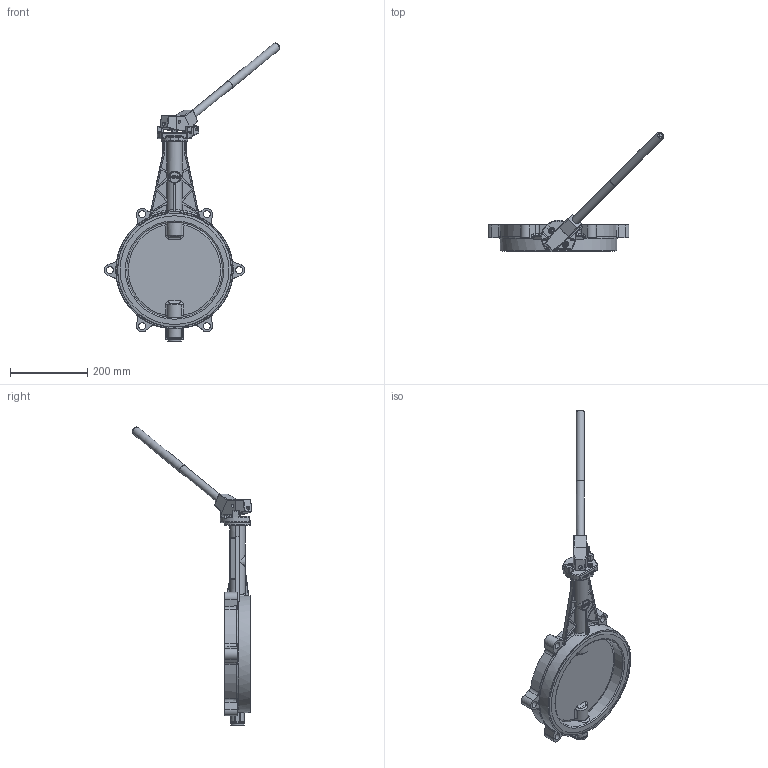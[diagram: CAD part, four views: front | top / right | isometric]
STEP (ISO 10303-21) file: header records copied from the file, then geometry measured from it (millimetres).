
FILE_DESCRIPTION((''),'2;1');
FILE_NAME('BE-250-003.stp','2009-08-12T13:48:18',('Hellwig'),(''),'Autodesk Inventor 2008','Autodesk Inventor 2008','');
FILE_SCHEMA(('AUTOMOTIVE_DESIGN { 1 0 10303 214 1 1 1 1 }'));
Length unit declared in the file: millimetre
Products named in the file (1): Bauteil9
Bounding box: 455.73 x 310.49 x 773.09 mm (x, y, z)
Volume: 2722120.2 mm3; surface area: 470289.7 mm2
Topology: 1 solids, 1 shells, 944 faces, 2488 edges, 1537 vertices
Faces by surface type: plane 326, cylinder 280, bspline 212, cone 47, sphere 47, torus 32
Full cylindrical faces by diameter (mm): 6 x2, 6.4 x2, 7.5 x2, 8.2 x2, 10 x2, 11 x2, 12 x1, 18 x6, 18.4 x1, 20 x3, 20.2 x1, 21 x1, 22 x1, 27 x1, 30 x1, 32 x1, 35.9 x1, 36 x2, 62 x1, 249 x2, 296 x1
Entity records: 39816 total; most frequent: CARTESIAN_POINT 18298, ORIENTED_EDGE 4668, DIRECTION 4070, EDGE_CURVE 2334, AXIS2_PLACEMENT_3D 1517, VERTEX_POINT 1500, EDGE_LOOP 1098, VECTOR 1036
